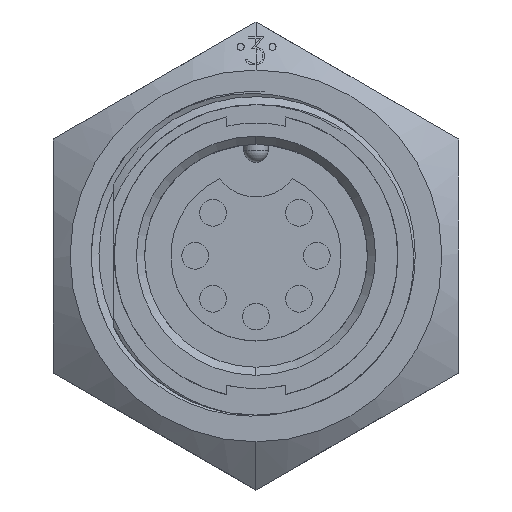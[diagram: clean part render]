
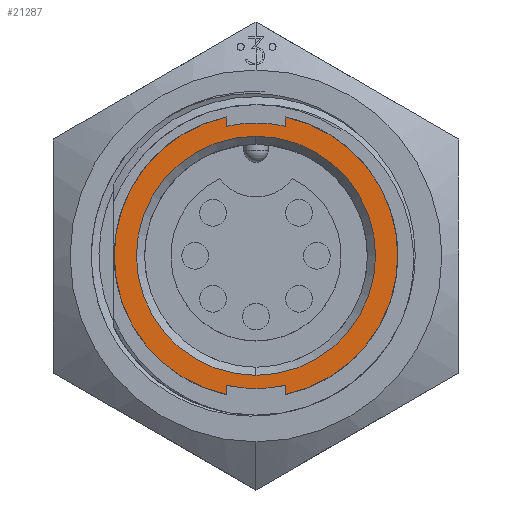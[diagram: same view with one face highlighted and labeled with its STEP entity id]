
A CAD part, top view. The second image highlights one B-rep face of the part: STEP entity #21287.
In plain terms, the highlighted planar face has unit normal (0, 0, 1).
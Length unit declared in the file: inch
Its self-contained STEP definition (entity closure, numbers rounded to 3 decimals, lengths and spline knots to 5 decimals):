
#425 = DIRECTION ( 'NONE',  ( 0., -1., 0. ) ) ;
#487 = ORIENTED_EDGE ( 'NONE', *, *, #21126, .F. ) ;
#702 = CARTESIAN_POINT ( 'NONE',  ( 0.0725, 0.31937, 0. ) ) ;
#1499 = LINE ( 'NONE', #4046, #18380 ) ;
#1516 = VERTEX_POINT ( 'NONE', #12252 ) ;
#1793 = FACE_OUTER_BOUND ( 'NONE', #8635, .T. ) ;
#1813 = DIRECTION ( 'NONE',  ( 0., 0., 1. ) ) ;
#2036 = CARTESIAN_POINT ( 'NONE',  ( 0., 0., 0. ) ) ;
#2084 = CARTESIAN_POINT ( 'NONE',  ( -0.0725, 0.34241, 0. ) ) ;
#2157 = DIRECTION ( 'NONE',  ( 0., -1., 0. ) ) ;
#2410 = VECTOR ( 'NONE', #10515, 39.37008 ) ;
#2561 = CIRCLE ( 'NONE', #8889, 0.35 ) ;
#2895 = CARTESIAN_POINT ( 'NONE',  ( 0., 0., 0. ) ) ;
#3263 = DIRECTION ( 'NONE',  ( 0., 0., -1. ) ) ;
#3323 = EDGE_CURVE ( 'NONE', #21458, #17361, #21437, .T. ) ;
#3325 = ORIENTED_EDGE ( 'NONE', *, *, #17889, .F. ) ;
#3416 = ORIENTED_EDGE ( 'NONE', *, *, #6956, .F. ) ;
#3474 = LINE ( 'NONE', #12586, #21420 ) ;
#3544 = VERTEX_POINT ( 'NONE', #3863 ) ;
#3672 = ORIENTED_EDGE ( 'NONE', *, *, #14077, .F. ) ;
#3802 = DIRECTION ( 'NONE',  ( 0., -1., 0. ) ) ;
#3820 = DIRECTION ( 'NONE',  ( 0., 0., -1. ) ) ;
#3863 = CARTESIAN_POINT ( 'NONE',  ( 0., 0.295, 0. ) ) ;
#4046 = CARTESIAN_POINT ( 'NONE',  ( 0.0725, -0.31937, 0. ) ) ;
#4078 = EDGE_CURVE ( 'NONE', #5414, #17010, #18732, .T. ) ;
#4636 = DIRECTION ( 'NONE',  ( 0., -1., 0. ) ) ;
#5414 = VERTEX_POINT ( 'NONE', #15139 ) ;
#5676 = AXIS2_PLACEMENT_3D ( 'NONE', #6946, #19117, #8689 ) ;
#5679 = EDGE_CURVE ( 'NONE', #17010, #21682, #3474, .T. ) ;
#5939 = DIRECTION ( 'NONE',  ( 0., 0., -1. ) ) ;
#6433 = AXIS2_PLACEMENT_3D ( 'NONE', #19494, #9053, #21231 ) ;
#6489 = ORIENTED_EDGE ( 'NONE', *, *, #11615, .T. ) ;
#6823 = CARTESIAN_POINT ( 'NONE',  ( -0.0725, -0.34241, 0. ) ) ;
#6946 = CARTESIAN_POINT ( 'NONE',  ( 0., 0., 0. ) ) ;
#6956 = EDGE_CURVE ( 'NONE', #18238, #21458, #13998, .T. ) ;
#7180 = CARTESIAN_POINT ( 'NONE',  ( 0., 0.295, 0. ) ) ;
#7253 = DIRECTION ( 'NONE',  ( 0., 0., -1. ) ) ;
#7366 = VERTEX_POINT ( 'NONE', #10291 ) ;
#7412 = CIRCLE ( 'NONE', #6433, 0.3275 ) ;
#8094 = EDGE_CURVE ( 'NONE', #17462, #17361, #2561, .T. ) ;
#8303 = ORIENTED_EDGE ( 'NONE', *, *, #9591, .F. ) ;
#8635 = EDGE_LOOP ( 'NONE', ( #12356, #3672, #12913, #19237, #3416, #8303, #21777, #6489, #19027, #9729 ) ) ;
#8689 = DIRECTION ( 'NONE',  ( 0., -1., 0. ) ) ;
#8889 = AXIS2_PLACEMENT_3D ( 'NONE', #12206, #1813, #13973 ) ;
#9053 = DIRECTION ( 'NONE',  ( 0., 0., -1. ) ) ;
#9234 = CIRCLE ( 'NONE', #12719, 0.3275 ) ;
#9253 = DIRECTION ( 'NONE',  ( 0., 1., 0. ) ) ;
#9591 = EDGE_CURVE ( 'NONE', #1516, #18238, #7412, .T. ) ;
#9729 = ORIENTED_EDGE ( 'NONE', *, *, #4078, .F. ) ;
#10291 = CARTESIAN_POINT ( 'NONE',  ( 0.0725, -0.31937, 0. ) ) ;
#10434 = CARTESIAN_POINT ( 'NONE',  ( 0.0725, 0.34241, 0. ) ) ;
#10515 = DIRECTION ( 'NONE',  ( 0., 1., 0. ) ) ;
#11615 = EDGE_CURVE ( 'NONE', #15572, #21682, #18246, .T. ) ;
#11699 = CARTESIAN_POINT ( 'NONE',  ( -0.0725, 0.34241, 0. ) ) ;
#12206 = CARTESIAN_POINT ( 'NONE',  ( 0., 0., 0. ) ) ;
#12252 = CARTESIAN_POINT ( 'NONE',  ( -0.0725, 0.31937, 0. ) ) ;
#12356 = ORIENTED_EDGE ( 'NONE', *, *, #12955, .F. ) ;
#12586 = CARTESIAN_POINT ( 'NONE',  ( -0.0725, -0.31937, 0. ) ) ;
#12719 = AXIS2_PLACEMENT_3D ( 'NONE', #16350, #5939, #18099 ) ;
#12754 = EDGE_LOOP ( 'NONE', ( #487, #3325 ) ) ;
#12852 = AXIS2_PLACEMENT_3D ( 'NONE', #2036, #14203, #3802 ) ;
#12913 = ORIENTED_EDGE ( 'NONE', *, *, #8094, .T. ) ;
#12955 = EDGE_CURVE ( 'NONE', #7366, #5414, #9234, .T. ) ;
#13112 = LINE ( 'NONE', #2084, #13651 ) ;
#13651 = VECTOR ( 'NONE', #2157, 39.37008 ) ;
#13656 = CARTESIAN_POINT ( 'NONE',  ( 0., 0., 0. ) ) ;
#13973 = DIRECTION ( 'NONE',  ( 0., -1., 0. ) ) ;
#13998 = CIRCLE ( 'NONE', #18359, 0.3275 ) ;
#14077 = EDGE_CURVE ( 'NONE', #17462, #7366, #1499, .T. ) ;
#14183 = CARTESIAN_POINT ( 'NONE',  ( -0.0725, -0.31937, 0. ) ) ;
#14203 = DIRECTION ( 'NONE',  ( 0., 0., 1. ) ) ;
#14219 = CARTESIAN_POINT ( 'NONE',  ( 0., 0., 0. ) ) ;
#14248 = AXIS2_PLACEMENT_3D ( 'NONE', #2895, #15047, #4636 ) ;
#15047 = DIRECTION ( 'NONE',  ( 0., 0., 1. ) ) ;
#15139 = CARTESIAN_POINT ( 'NONE',  ( 0., -0.3275, 0. ) ) ;
#15414 = DIRECTION ( 'NONE',  ( 1., 0., 0. ) ) ;
#15572 = VERTEX_POINT ( 'NONE', #11699 ) ;
#15664 = FACE_BOUND ( 'NONE', #12754, .T. ) ;
#15963 = DIRECTION ( 'NONE',  ( 1., 0., 0. ) ) ;
#16167 = AXIS2_PLACEMENT_3D ( 'NONE', #7180, #7253, #19432 ) ;
#16218 = CIRCLE ( 'NONE', #5676, 0.295 ) ;
#16350 = CARTESIAN_POINT ( 'NONE',  ( 0., 0., 0. ) ) ;
#16871 = VERTEX_POINT ( 'NONE', #20481 ) ;
#17010 = VERTEX_POINT ( 'NONE', #14183 ) ;
#17361 = VERTEX_POINT ( 'NONE', #21977 ) ;
#17462 = VERTEX_POINT ( 'NONE', #22578 ) ;
#17668 = PLANE ( 'NONE',  #16167 ) ;
#17889 = EDGE_CURVE ( 'NONE', #3544, #16871, #21013, .T. ) ;
#18099 = DIRECTION ( 'NONE',  ( 1., 0., 0. ) ) ;
#18238 = VERTEX_POINT ( 'NONE', #18333 ) ;
#18246 = CIRCLE ( 'NONE', #12852, 0.35 ) ;
#18333 = CARTESIAN_POINT ( 'NONE',  ( 0., 0.3275, 0. ) ) ;
#18359 = AXIS2_PLACEMENT_3D ( 'NONE', #14219, #3820, #15963 ) ;
#18380 = VECTOR ( 'NONE', #9253, 39.37008 ) ;
#18732 = CIRCLE ( 'NONE', #20718, 0.3275 ) ;
#19027 = ORIENTED_EDGE ( 'NONE', *, *, #5679, .F. ) ;
#19117 = DIRECTION ( 'NONE',  ( 0., 0., 1. ) ) ;
#19237 = ORIENTED_EDGE ( 'NONE', *, *, #3323, .F. ) ;
#19432 = DIRECTION ( 'NONE',  ( 0., 1., 0. ) ) ;
#19494 = CARTESIAN_POINT ( 'NONE',  ( 0., 0., 0. ) ) ;
#19941 = EDGE_CURVE ( 'NONE', #15572, #1516, #13112, .T. ) ;
#20481 = CARTESIAN_POINT ( 'NONE',  ( 0., -0.295, 0. ) ) ;
#20718 = AXIS2_PLACEMENT_3D ( 'NONE', #13656, #3263, #15414 ) ;
#21013 = CIRCLE ( 'NONE', #14248, 0.295 ) ;
#21126 = EDGE_CURVE ( 'NONE', #16871, #3544, #16218, .T. ) ;
#21231 = DIRECTION ( 'NONE',  ( 1., 0., 0. ) ) ;
#21287 = ADVANCED_FACE ( 'NONE', ( #1793, #15664 ), #17668, .F. ) ;
#21420 = VECTOR ( 'NONE', #425, 39.37008 ) ;
#21437 = LINE ( 'NONE', #10434, #2410 ) ;
#21458 = VERTEX_POINT ( 'NONE', #702 ) ;
#21682 = VERTEX_POINT ( 'NONE', #6823 ) ;
#21777 = ORIENTED_EDGE ( 'NONE', *, *, #19941, .F. ) ;
#21977 = CARTESIAN_POINT ( 'NONE',  ( 0.0725, 0.34241, 0. ) ) ;
#22578 = CARTESIAN_POINT ( 'NONE',  ( 0.0725, -0.34241, 0. ) ) ;
